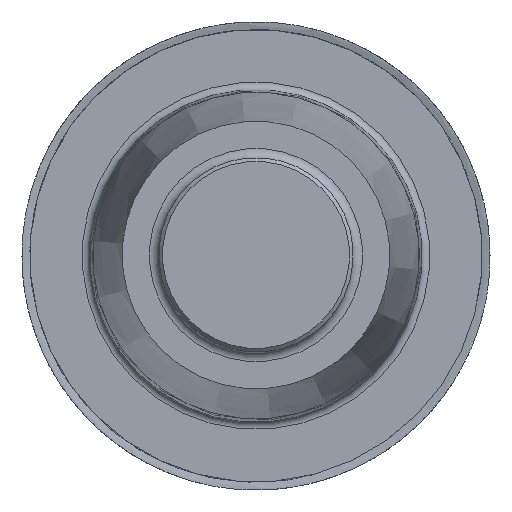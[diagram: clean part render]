
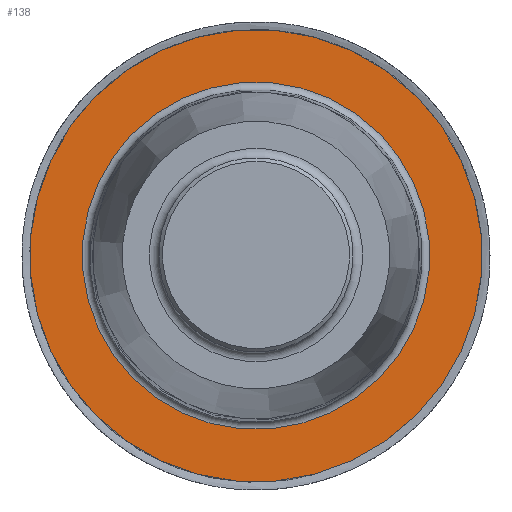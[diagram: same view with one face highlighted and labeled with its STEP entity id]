
A CAD part, top view. The second image highlights one B-rep face of the part: STEP entity #138.
In plain terms, the highlighted planar face has unit normal (0, 0, 1).
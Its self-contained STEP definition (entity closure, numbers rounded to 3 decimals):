
#127=PLANE('',#574);
#138=ADVANCED_FACE('',(#212,#213),#127,.F.);
#212=FACE_BOUND('',#248,.T.);
#213=FACE_BOUND('',#249,.T.);
#248=EDGE_LOOP('',(#310));
#249=EDGE_LOOP('',(#311));
#310=ORIENTED_EDGE('',*,*,#428,.T.);
#311=ORIENTED_EDGE('',*,*,#427,.F.);
#393=VERTEX_POINT('',#930);
#394=VERTEX_POINT('',#933);
#427=EDGE_CURVE('',#393,#393,#457,.T.);
#428=EDGE_CURVE('',#394,#394,#458,.T.);
#457=CIRCLE('',#571,12.1);
#458=CIRCLE('',#573,9.292);
#571=AXIS2_PLACEMENT_3D('',#929,#646,#647);
#573=AXIS2_PLACEMENT_3D('',#932,#650,#651);
#574=AXIS2_PLACEMENT_3D('',#934,#652,#653);
#646=DIRECTION('',(0.,0.,-1.));
#647=DIRECTION('',(0.906,-0.423,0.));
#650=DIRECTION('',(0.,0.,-1.));
#651=DIRECTION('',(0.906,-0.423,0.));
#652=DIRECTION('',(0.,0.,-1.));
#653=DIRECTION('',(0.906,-0.423,0.));
#929=CARTESIAN_POINT('',(0.,0.,0.));
#930=CARTESIAN_POINT('',(10.966,-5.114,0.));
#932=CARTESIAN_POINT('',(0.,0.,0.));
#933=CARTESIAN_POINT('',(8.421,-3.927,0.));
#934=CARTESIAN_POINT('',(8.072,-3.764,0.));
